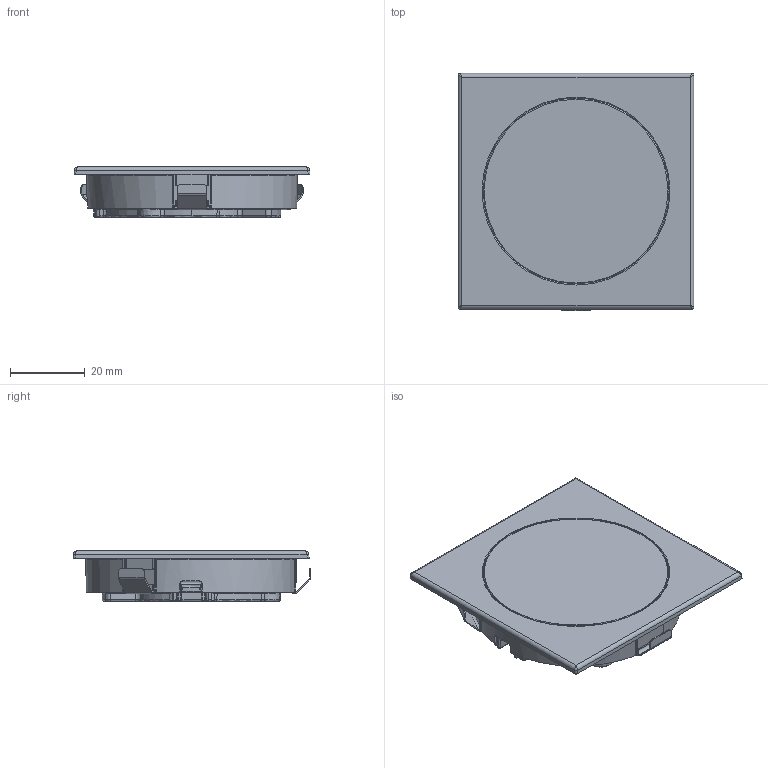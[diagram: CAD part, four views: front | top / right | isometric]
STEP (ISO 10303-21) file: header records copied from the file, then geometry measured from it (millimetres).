
FILE_DESCRIPTION(/* description */ (''),/* implementation_level */ '2;1');
FILE_NAME(/* name */ '5992417_step.stp',/* time_stamp */ '2019-07-29T12:05:03+02:00',/* author */ (''),/* organization */ (''),/* preprocessor_version */ 'ST-DEVELOPER v16.7',/* originating_system */ 'SIEMENS PLM Software NX 12.0',/* authorisation */ '');
FILE_SCHEMA (('AUTOMOTIVE_DESIGN { 1 0 10303 214 3 1 1 1 }'));
Length unit declared in the file: millimetre
Products named in the file (1): p.sc35A4DEF4ee3s
Bounding box: 63 x 63.46 x 13.4 mm (x, y, z)
Volume: 33418 mm3; surface area: 11793.8 mm2
Topology: 1 solids, 1 shells, 585 faces, 1519 edges, 915 vertices
Faces by surface type: plane 156, bspline 153, cylinder 146, torus 54, cone 52, sphere 24
Entity records: 27874 total; most frequent: CARTESIAN_POINT 14016, ORIENTED_EDGE 2990, DIRECTION 1998, EDGE_CURVE 1495, VERTEX_POINT 915, AXIS2_PLACEMENT_3D 706, EDGE_LOOP 592, LINE 586
